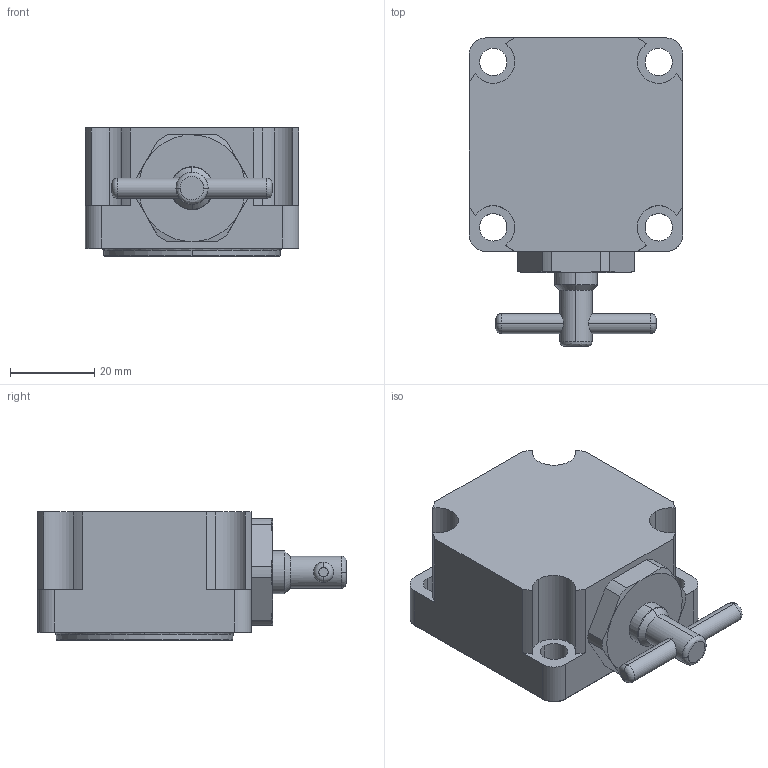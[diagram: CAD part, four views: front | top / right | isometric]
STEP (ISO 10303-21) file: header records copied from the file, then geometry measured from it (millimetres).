
FILE_DESCRIPTION (( 'STEP AP203' ), '1' );
FILE_NAME ('VC-2904.step', '2024-08-21T11:26:46', ( '' ), ( '' ), 'SwSTEP 2.0', 'SolidWorks 2023', '' );
FILE_SCHEMA (( 'CONFIG_CONTROL_DESIGN' ));
Length unit declared in the file: inch
Products named in the file (1): VC-2904
Bounding box: 50.8 x 73.38 x 30.48 mm (x, y, z)
Volume: 56207.2 mm3; surface area: 20775.7 mm2
Topology: 4 solids, 4 shells, 284 faces, 750 edges, 481 vertices
Faces by surface type: cylinder 130, cone 88, plane 40, bspline 22, torus 4
Entity records: 9704 total; most frequent: CARTESIAN_POINT 2659, ORIENTED_EDGE 1500, DIRECTION 1467, EDGE_CURVE 750, AXIS2_PLACEMENT_3D 607, VERTEX_POINT 481, CIRCLE 344, EDGE_LOOP 307
